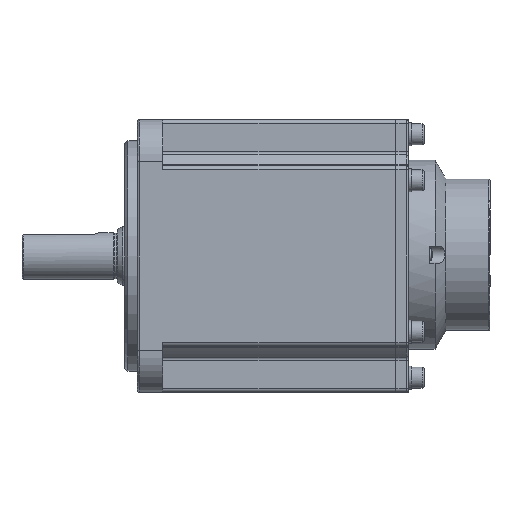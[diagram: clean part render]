
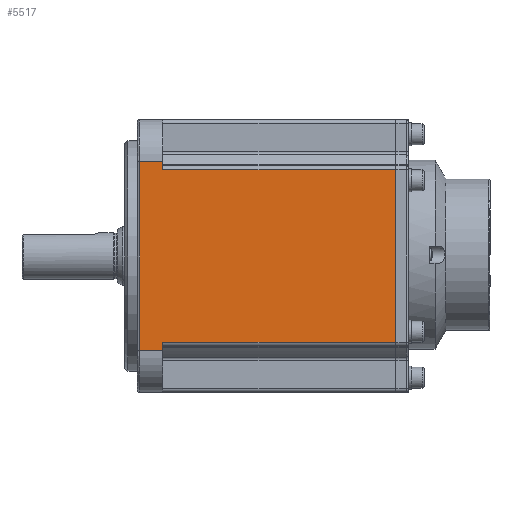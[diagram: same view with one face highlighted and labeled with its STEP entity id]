
A CAD part, front view. The second image highlights one B-rep face of the part: STEP entity #5517.
In plain terms, the highlighted planar face has unit normal (0, -1, 0).
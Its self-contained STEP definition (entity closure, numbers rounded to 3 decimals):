
#910 = ORIENTED_EDGE ( 'NONE', *, *, #8967, .T. ) ;
#5009 = ORIENTED_EDGE ( 'NONE', *, *, #8867, .T. ) ;
#5169 = VECTOR ( 'NONE', #60919, 1000. ) ;
#5517 = ADVANCED_FACE ( 'NONE', ( #27169 ), #61726, .T. ) ;
#6294 = EDGE_CURVE ( 'NONE', #44054, #40056, #40449, .T. ) ;
#6494 = CARTESIAN_POINT ( 'NONE',  ( -112.182, 44.96, 74.525 ) ) ;
#6696 = CARTESIAN_POINT ( 'NONE',  ( -123.182, 44.96, -11.475 ) ) ;
#6769 = ORIENTED_EDGE ( 'NONE', *, *, #8655, .T. ) ;
#6849 = LINE ( 'NONE', #61137, #5169 ) ;
#7005 = EDGE_CURVE ( 'NONE', #40056, #41924, #12761, .T. ) ;
#7419 = EDGE_CURVE ( 'NONE', #41924, #47550, #6849, .T. ) ;
#7836 = EDGE_CURVE ( 'NONE', #47550, #44919, #32806, .T. ) ;
#8154 = CARTESIAN_POINT ( 'NONE',  ( -112.182, 44.96, 78.525 ) ) ;
#8655 = EDGE_CURVE ( 'NONE', #44919, #48360, #59409, .T. ) ;
#8867 = EDGE_CURVE ( 'NONE', #48360, #37417, #51132, .T. ) ;
#8967 = EDGE_CURVE ( 'NONE', #37417, #41733, #20900, .T. ) ;
#9374 = EDGE_CURVE ( 'NONE', #41733, #44054, #43635, .T. ) ;
#9955 = ORIENTED_EDGE ( 'NONE', *, *, #7005, .T. ) ;
#10211 = VECTOR ( 'NONE', #29524, 1000. ) ;
#10409 = DIRECTION ( 'NONE',  ( 0., 0., -1. ) ) ;
#10602 = CARTESIAN_POINT ( 'NONE',  ( -123.182, 44.96, 78.525 ) ) ;
#10868 = CARTESIAN_POINT ( 'NONE',  ( -123.182, 44.96, 74.525 ) ) ;
#11264 = ORIENTED_EDGE ( 'NONE', *, *, #9374, .T. ) ;
#12761 = LINE ( 'NONE', #62707, #66146 ) ;
#17526 = VECTOR ( 'NONE', #10409, 1000. ) ;
#18464 = VECTOR ( 'NONE', #63377, 1000. ) ;
#20900 = LINE ( 'NONE', #10868, #17526 ) ;
#22288 = CARTESIAN_POINT ( 'NONE',  ( -112.182, 44.96, -11.475 ) ) ;
#27024 = DIRECTION ( 'NONE',  ( -1., 0., 0. ) ) ;
#27169 = FACE_OUTER_BOUND ( 'NONE', #52202, .T. ) ;
#27396 = CARTESIAN_POINT ( 'NONE',  ( -304.23, 44.96, 78.525 ) ) ;
#29524 = DIRECTION ( 'NONE',  ( 0., 0., 1. ) ) ;
#30365 = CARTESIAN_POINT ( 'NONE',  ( -304.23, 44.96, -11.475 ) ) ;
#31305 = ORIENTED_EDGE ( 'NONE', *, *, #7419, .T. ) ;
#32806 = LINE ( 'NONE', #38647, #18464 ) ;
#33846 = CARTESIAN_POINT ( 'NONE',  ( -112.182, 44.96, 74.525 ) ) ;
#35240 = VECTOR ( 'NONE', #27024, 1000. ) ;
#36529 = DIRECTION ( 'NONE',  ( 1., 0., 0. ) ) ;
#37417 = VERTEX_POINT ( 'NONE', #10602 ) ;
#38647 = CARTESIAN_POINT ( 'NONE',  ( -304.23, 44.96, 74.525 ) ) ;
#40056 = VERTEX_POINT ( 'NONE', #60819 ) ;
#40449 = LINE ( 'NONE', #33846, #10211 ) ;
#41733 = VERTEX_POINT ( 'NONE', #6696 ) ;
#41924 = VERTEX_POINT ( 'NONE', #56437 ) ;
#43635 = LINE ( 'NONE', #30365, #45295 ) ;
#43703 = CARTESIAN_POINT ( 'NONE',  ( -1.182, 44.96, 74.525 ) ) ;
#44054 = VERTEX_POINT ( 'NONE', #22288 ) ;
#44919 = VERTEX_POINT ( 'NONE', #6494 ) ;
#45295 = VECTOR ( 'NONE', #36529, 1000. ) ;
#47020 = VECTOR ( 'NONE', #67962, 1000. ) ;
#47550 = VERTEX_POINT ( 'NONE', #43703 ) ;
#48360 = VERTEX_POINT ( 'NONE', #8154 ) ;
#51132 = LINE ( 'NONE', #27396, #35240 ) ;
#52202 = EDGE_LOOP ( 'NONE', ( #910, #11264, #57181, #9955, #31305, #54692, #6769, #5009 ) ) ;
#53118 = AXIS2_PLACEMENT_3D ( 'NONE', #61801, #61494, #61480 ) ;
#54692 = ORIENTED_EDGE ( 'NONE', *, *, #7836, .T. ) ;
#56437 = CARTESIAN_POINT ( 'NONE',  ( -1.182, 44.96, -7.475 ) ) ;
#57181 = ORIENTED_EDGE ( 'NONE', *, *, #6294, .T. ) ;
#59409 = LINE ( 'NONE', #62600, #47020 ) ;
#60819 = CARTESIAN_POINT ( 'NONE',  ( -112.182, 44.96, -7.475 ) ) ;
#60919 = DIRECTION ( 'NONE',  ( 0., 0., 1. ) ) ;
#61137 = CARTESIAN_POINT ( 'NONE',  ( -1.182, 44.96, 74.525 ) ) ;
#61480 = DIRECTION ( 'NONE',  ( 0., 0., -1. ) ) ;
#61494 = DIRECTION ( 'NONE',  ( 0., -1., 0. ) ) ;
#61726 = PLANE ( 'NONE',  #53118 ) ;
#61801 = CARTESIAN_POINT ( 'NONE',  ( -304.23, 44.96, 74.525 ) ) ;
#62600 = CARTESIAN_POINT ( 'NONE',  ( -112.182, 44.96, 74.525 ) ) ;
#62707 = CARTESIAN_POINT ( 'NONE',  ( -304.23, 44.96, -7.475 ) ) ;
#62760 = DIRECTION ( 'NONE',  ( 1., 0., 0. ) ) ;
#63377 = DIRECTION ( 'NONE',  ( -1., 0., 0. ) ) ;
#66146 = VECTOR ( 'NONE', #62760, 1000. ) ;
#67962 = DIRECTION ( 'NONE',  ( 0., 0., 1. ) ) ;
